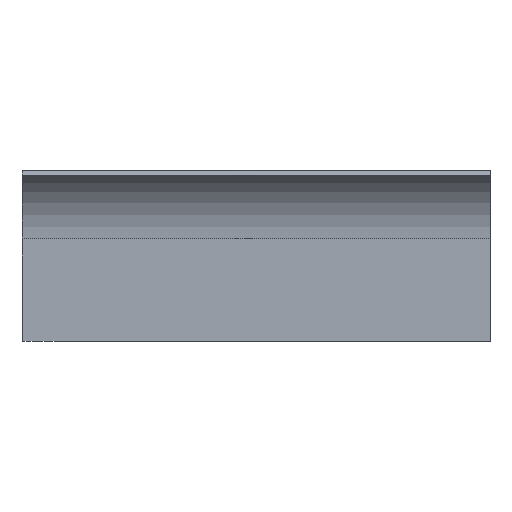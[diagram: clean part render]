
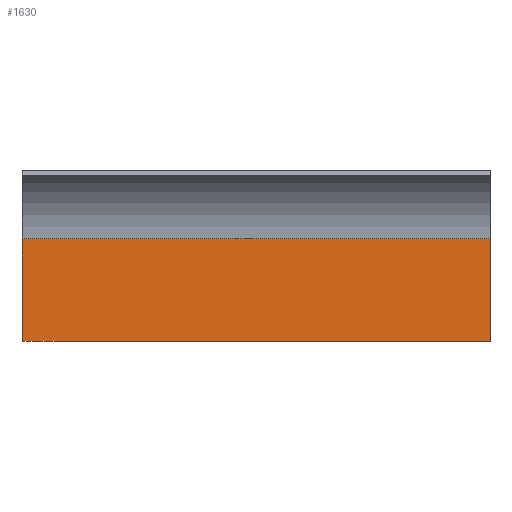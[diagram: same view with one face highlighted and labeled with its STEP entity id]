
A CAD part, front view. The second image highlights one B-rep face of the part: STEP entity #1630.
In plain terms, the highlighted planar face has unit normal (0, -1, 0).
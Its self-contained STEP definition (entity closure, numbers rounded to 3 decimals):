
#33 = PLANE('',#34);
#34 = AXIS2_PLACEMENT_3D('',#35,#36,#37);
#35 = CARTESIAN_POINT('',(24.,49.,0.));
#36 = DIRECTION('',(1.,0.,0.));
#37 = DIRECTION('',(0.,-1.,0.));
#62 = VERTEX_POINT('',#63);
#63 = CARTESIAN_POINT('',(24.,0.,10.5));
#76 = PLANE('',#77);
#77 = AXIS2_PLACEMENT_3D('',#78,#79,#80);
#78 = CARTESIAN_POINT('',(-25.,-2.5,10.5));
#79 = DIRECTION('',(0.,0.,1.));
#80 = DIRECTION('',(1.,0.,0.));
#87 = EDGE_CURVE('',#88,#62,#90,.T.);
#88 = VERTEX_POINT('',#89);
#89 = CARTESIAN_POINT('',(24.,0.,0.));
#90 = SURFACE_CURVE('',#91,(#95,#102),.PCURVE_S1.);
#91 = LINE('',#92,#93);
#92 = CARTESIAN_POINT('',(24.,0.,0.));
#93 = VECTOR('',#94,1.);
#94 = DIRECTION('',(0.,0.,1.));
#95 = PCURVE('',#33,#96);
#96 = DEFINITIONAL_REPRESENTATION('',(#97),#101);
#97 = LINE('',#98,#99);
#98 = CARTESIAN_POINT('',(49.,0.));
#99 = VECTOR('',#100,1.);
#100 = DIRECTION('',(0.,-1.));
#101 = ( GEOMETRIC_REPRESENTATION_CONTEXT(2) 
PARAMETRIC_REPRESENTATION_CONTEXT() REPRESENTATION_CONTEXT('2D SPACE',''
  ) );
#102 = PCURVE('',#103,#108);
#103 = PLANE('',#104);
#104 = AXIS2_PLACEMENT_3D('',#105,#106,#107);
#105 = CARTESIAN_POINT('',(24.,0.,0.));
#106 = DIRECTION('',(0.,-1.,0.));
#107 = DIRECTION('',(-1.,0.,0.));
#108 = DEFINITIONAL_REPRESENTATION('',(#109),#113);
#109 = LINE('',#110,#111);
#110 = CARTESIAN_POINT('',(0.,-0.));
#111 = VECTOR('',#112,1.);
#112 = DIRECTION('',(0.,-1.));
#113 = ( GEOMETRIC_REPRESENTATION_CONTEXT(2) 
PARAMETRIC_REPRESENTATION_CONTEXT() REPRESENTATION_CONTEXT('2D SPACE',''
  ) );
#131 = PLANE('',#132);
#132 = AXIS2_PLACEMENT_3D('',#133,#134,#135);
#133 = CARTESIAN_POINT('',(0.,26.373,0.));
#134 = DIRECTION('',(-0.,-0.,-1.));
#135 = DIRECTION('',(-1.,0.,0.));
#680 = PLANE('',#681);
#681 = AXIS2_PLACEMENT_3D('',#682,#683,#684);
#682 = CARTESIAN_POINT('',(-24.,0.,0.));
#683 = DIRECTION('',(-1.,0.,0.));
#684 = DIRECTION('',(0.,1.,0.));
#1007 = VERTEX_POINT('',#1008);
#1008 = CARTESIAN_POINT('',(-24.,0.,10.5));
#1027 = EDGE_CURVE('',#62,#1007,#1028,.T.);
#1028 = SURFACE_CURVE('',#1029,(#1033,#1039),.PCURVE_S1.);
#1029 = LINE('',#1030,#1031);
#1030 = CARTESIAN_POINT('',(-0.5,0.,10.5));
#1031 = VECTOR('',#1032,1.);
#1032 = DIRECTION('',(-1.,0.,0.));
#1033 = PCURVE('',#76,#1034);
#1034 = DEFINITIONAL_REPRESENTATION('',(#1035),#1038);
#1035 = B_SPLINE_CURVE_WITH_KNOTS('',1,(#1036,#1037),.UNSPECIFIED.,.F.,
  .F.,(2,2),(-24.5,23.5),.PIECEWISE_BEZIER_KNOTS.);
#1036 = CARTESIAN_POINT('',(49.,2.5));
#1037 = CARTESIAN_POINT('',(1.,2.5));
#1038 = ( GEOMETRIC_REPRESENTATION_CONTEXT(2) 
PARAMETRIC_REPRESENTATION_CONTEXT() REPRESENTATION_CONTEXT('2D SPACE',''
  ) );
#1039 = PCURVE('',#103,#1040);
#1040 = DEFINITIONAL_REPRESENTATION('',(#1041),#1044);
#1041 = B_SPLINE_CURVE_WITH_KNOTS('',1,(#1042,#1043),.UNSPECIFIED.,.F.,
  .F.,(2,2),(-24.5,23.5),.PIECEWISE_BEZIER_KNOTS.);
#1042 = CARTESIAN_POINT('',(0.,-10.5));
#1043 = CARTESIAN_POINT('',(48.,-10.5));
#1044 = ( GEOMETRIC_REPRESENTATION_CONTEXT(2) 
PARAMETRIC_REPRESENTATION_CONTEXT() REPRESENTATION_CONTEXT('2D SPACE',''
  ) );
#1630 = ADVANCED_FACE('',(#1631),#103,.T.);
#1631 = FACE_BOUND('',#1632,.T.);
#1632 = EDGE_LOOP('',(#1633,#1656,#1657,#1658));
#1633 = ORIENTED_EDGE('',*,*,#1634,.F.);
#1634 = EDGE_CURVE('',#88,#1635,#1637,.T.);
#1635 = VERTEX_POINT('',#1636);
#1636 = CARTESIAN_POINT('',(-24.,0.,0.));
#1637 = SURFACE_CURVE('',#1638,(#1642,#1649),.PCURVE_S1.);
#1638 = LINE('',#1639,#1640);
#1639 = CARTESIAN_POINT('',(24.,0.,0.));
#1640 = VECTOR('',#1641,1.);
#1641 = DIRECTION('',(-1.,0.,0.));
#1642 = PCURVE('',#103,#1643);
#1643 = DEFINITIONAL_REPRESENTATION('',(#1644),#1648);
#1644 = LINE('',#1645,#1646);
#1645 = CARTESIAN_POINT('',(0.,-0.));
#1646 = VECTOR('',#1647,1.);
#1647 = DIRECTION('',(1.,0.));
#1648 = ( GEOMETRIC_REPRESENTATION_CONTEXT(2) 
PARAMETRIC_REPRESENTATION_CONTEXT() REPRESENTATION_CONTEXT('2D SPACE',''
  ) );
#1649 = PCURVE('',#131,#1650);
#1650 = DEFINITIONAL_REPRESENTATION('',(#1651),#1655);
#1651 = LINE('',#1652,#1653);
#1652 = CARTESIAN_POINT('',(-24.,-26.373));
#1653 = VECTOR('',#1654,1.);
#1654 = DIRECTION('',(1.,0.));
#1655 = ( GEOMETRIC_REPRESENTATION_CONTEXT(2) 
PARAMETRIC_REPRESENTATION_CONTEXT() REPRESENTATION_CONTEXT('2D SPACE',''
  ) );
#1656 = ORIENTED_EDGE('',*,*,#87,.T.);
#1657 = ORIENTED_EDGE('',*,*,#1027,.T.);
#1658 = ORIENTED_EDGE('',*,*,#1659,.F.);
#1659 = EDGE_CURVE('',#1635,#1007,#1660,.T.);
#1660 = SURFACE_CURVE('',#1661,(#1665,#1672),.PCURVE_S1.);
#1661 = LINE('',#1662,#1663);
#1662 = CARTESIAN_POINT('',(-24.,0.,0.));
#1663 = VECTOR('',#1664,1.);
#1664 = DIRECTION('',(0.,0.,1.));
#1665 = PCURVE('',#103,#1666);
#1666 = DEFINITIONAL_REPRESENTATION('',(#1667),#1671);
#1667 = LINE('',#1668,#1669);
#1668 = CARTESIAN_POINT('',(48.,0.));
#1669 = VECTOR('',#1670,1.);
#1670 = DIRECTION('',(0.,-1.));
#1671 = ( GEOMETRIC_REPRESENTATION_CONTEXT(2) 
PARAMETRIC_REPRESENTATION_CONTEXT() REPRESENTATION_CONTEXT('2D SPACE',''
  ) );
#1672 = PCURVE('',#680,#1673);
#1673 = DEFINITIONAL_REPRESENTATION('',(#1674),#1678);
#1674 = LINE('',#1675,#1676);
#1675 = CARTESIAN_POINT('',(0.,0.));
#1676 = VECTOR('',#1677,1.);
#1677 = DIRECTION('',(0.,-1.));
#1678 = ( GEOMETRIC_REPRESENTATION_CONTEXT(2) 
PARAMETRIC_REPRESENTATION_CONTEXT() REPRESENTATION_CONTEXT('2D SPACE',''
  ) );
